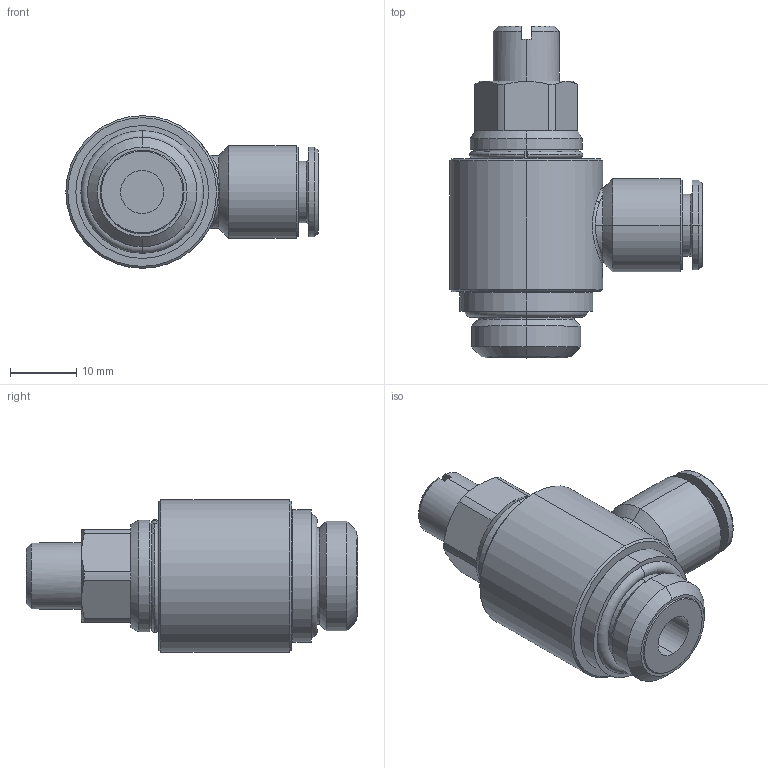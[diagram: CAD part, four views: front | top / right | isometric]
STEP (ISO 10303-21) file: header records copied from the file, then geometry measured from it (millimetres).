
FILE_DESCRIPTION (( 'STEP AP203' ), '1' );
FILE_NAME ('04280B43.STEP', '2010-05-04T11:57:48', ( '' ), ( 'sopra-pneumatic' ), 'SwSTEP 2.0', 'SolidWorks 2009', '' );
FILE_SCHEMA (( 'CONFIG_CONTROL_DESIGN' ));
Length unit declared in the file: millimetre
Products named in the file (1): 04280B43
Bounding box: 38 x 50 x 23 mm (x, y, z)
Volume: 14240.6 mm3; surface area: 5484.9 mm2
Topology: 2 solids, 4 shells, 109 faces, 227 edges, 139 vertices
Faces by surface type: cylinder 40, plane 35, cone 28, torus 4, bspline 2
Entity records: 4107 total; most frequent: CARTESIAN_POINT 1672, DIRECTION 532, ORIENTED_EDGE 454, EDGE_CURVE 227, AXIS2_PLACEMENT_3D 225, VERTEX_POINT 139, EDGE_LOOP 122, CIRCLE 117
